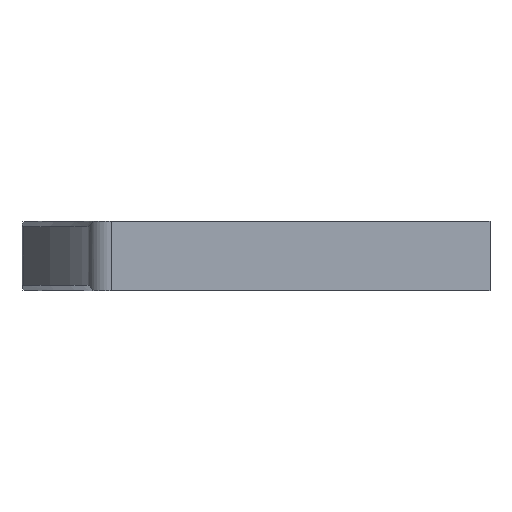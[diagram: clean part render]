
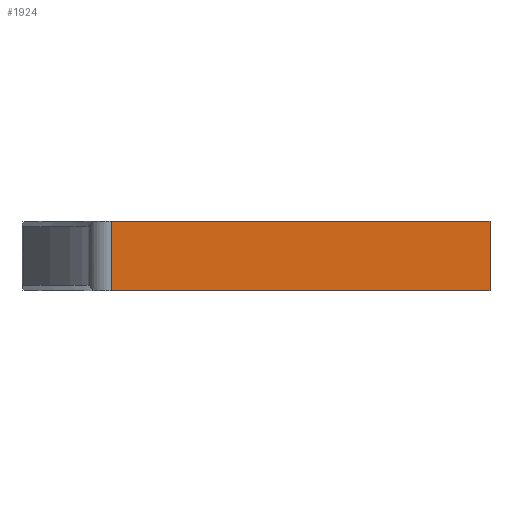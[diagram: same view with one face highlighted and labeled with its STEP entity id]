
A CAD part, front view. The second image highlights one B-rep face of the part: STEP entity #1924.
In plain terms, the highlighted planar face has unit normal (0, -1, 0).
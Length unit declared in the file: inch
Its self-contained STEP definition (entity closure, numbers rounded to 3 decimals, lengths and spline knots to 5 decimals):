
#74 = EDGE_CURVE ( 'NONE', #651, #124, #1906, .T. ) ;
#90 = CARTESIAN_POINT ( 'NONE',  ( 4.68633, 0., -0.3425 ) ) ;
#124 = VERTEX_POINT ( 'NONE', #1892 ) ;
#212 = AXIS2_PLACEMENT_3D ( 'NONE', #1167, #1678, #2225 ) ;
#301 = PLANE ( 'NONE',  #212 ) ;
#381 = LINE ( 'NONE', #545, #1502 ) ;
#441 = ORIENTED_EDGE ( 'NONE', *, *, #1586, .T. ) ;
#488 = FACE_OUTER_BOUND ( 'NONE', #2048, .T. ) ;
#503 = VERTEX_POINT ( 'NONE', #1439 ) ;
#520 = CARTESIAN_POINT ( 'NONE',  ( 4.563, 0., 0. ) ) ;
#545 = CARTESIAN_POINT ( 'NONE',  ( 4.563, 0., -0.3735 ) ) ;
#651 = VERTEX_POINT ( 'NONE', #1655 ) ;
#677 = LINE ( 'NONE', #520, #2016 ) ;
#769 = DIRECTION ( 'NONE',  ( 0., 0., -1. ) ) ;
#817 = VECTOR ( 'NONE', #769, 39.37008 ) ;
#940 = LINE ( 'NONE', #90, #817 ) ;
#956 = VERTEX_POINT ( 'NONE', #1361 ) ;
#961 = EDGE_CURVE ( 'NONE', #956, #124, #677, .T. ) ;
#1038 = CARTESIAN_POINT ( 'NONE',  ( 6.719, 0., -0.3735 ) ) ;
#1154 = ORIENTED_EDGE ( 'NONE', *, *, #74, .T. ) ;
#1167 = CARTESIAN_POINT ( 'NONE',  ( 4.563, 0., -0.3735 ) ) ;
#1216 = DIRECTION ( 'NONE',  ( 0., 0., 1. ) ) ;
#1284 = ORIENTED_EDGE ( 'NONE', *, *, #1403, .T. ) ;
#1361 = CARTESIAN_POINT ( 'NONE',  ( 4.68633, 0., 0. ) ) ;
#1403 = EDGE_CURVE ( 'NONE', #956, #503, #940, .T. ) ;
#1439 = CARTESIAN_POINT ( 'NONE',  ( 4.68633, 0., -0.3735 ) ) ;
#1502 = VECTOR ( 'NONE', #2121, 39.37008 ) ;
#1586 = EDGE_CURVE ( 'NONE', #503, #651, #381, .T. ) ;
#1655 = CARTESIAN_POINT ( 'NONE',  ( 6.719, 0., -0.3735 ) ) ;
#1658 = VECTOR ( 'NONE', #1216, 39.37008 ) ;
#1678 = DIRECTION ( 'NONE',  ( 0., -1., 0. ) ) ;
#1892 = CARTESIAN_POINT ( 'NONE',  ( 6.719, 0., 0. ) ) ;
#1906 = LINE ( 'NONE', #1038, #1658 ) ;
#1924 = ADVANCED_FACE ( 'NONE', ( #488 ), #301, .T. ) ;
#2016 = VECTOR ( 'NONE', #2053, 39.37008 ) ;
#2022 = ORIENTED_EDGE ( 'NONE', *, *, #961, .F. ) ;
#2048 = EDGE_LOOP ( 'NONE', ( #2022, #1284, #441, #1154 ) ) ;
#2053 = DIRECTION ( 'NONE',  ( 1., 0., 0. ) ) ;
#2121 = DIRECTION ( 'NONE',  ( 1., 0., 0. ) ) ;
#2225 = DIRECTION ( 'NONE',  ( 0., 0., -1. ) ) ;
